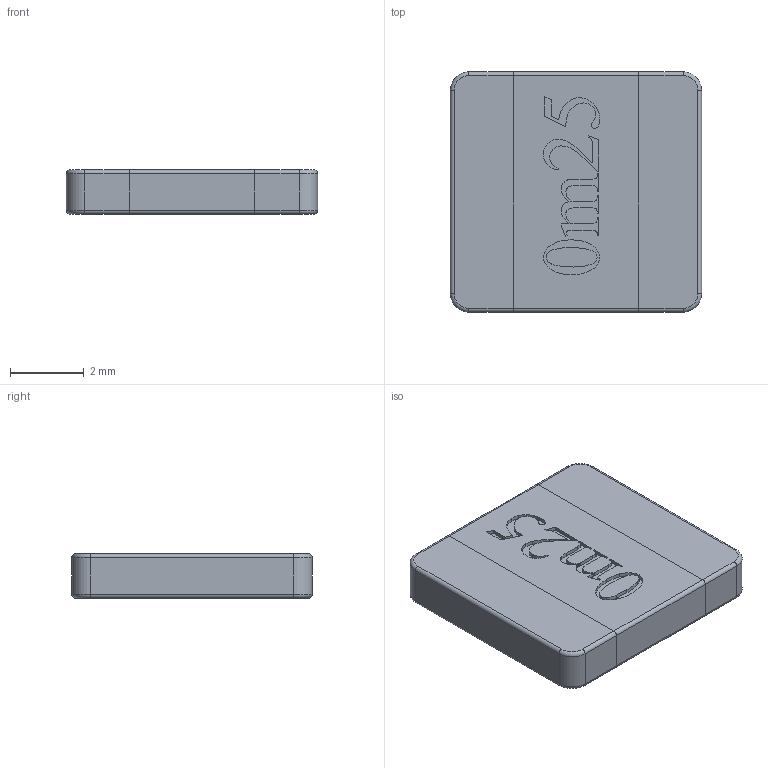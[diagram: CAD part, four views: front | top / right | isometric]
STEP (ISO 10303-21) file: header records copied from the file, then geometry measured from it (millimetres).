
FILE_DESCRIPTION(/* description */ (''),/* implementation_level */ '2;1');
FILE_NAME(/* name */ 'RES_2725.step',/* time_stamp */ '2023-07-25T10:08:18+08:00',/* author */ (''),/* organization */ (''),/* preprocessor_version */ 'ST-DEVELOPER v19.2',/* originating_system */ 'Autodesk Translation Framework v12.6.0.85',/* authorisation */ '');
FILE_SCHEMA (('AUTOMOTIVE_DESIGN { 1 0 10303 214 3 1 1 }'));
Length unit declared in the file: millimetre
Products named in the file (4): RES_2725; 零部件1; 零部件2; 零部件3
Assembly tree (3 placements, depth 2):
  RES_2725
    零部件1
    零部件2
    零部件3
Bounding box: 6.8 x 6.5 x 1.2 mm (x, y, z)
Volume: 52.5 mm3; surface area: 150.8 mm2
Topology: 3 solids, 3 shells, 179 faces, 488 edges, 320 vertices
Faces by surface type: bspline 95, plane 56, cylinder 20, torus 8
Entity records: 6647 total; most frequent: CARTESIAN_POINT 2609, ORIENTED_EDGE 976, DIRECTION 528, EDGE_CURVE 488, VERTEX_POINT 320, LINE 250, VECTOR 250, B_SPLINE_CURVE_WITH_KNOTS 190
